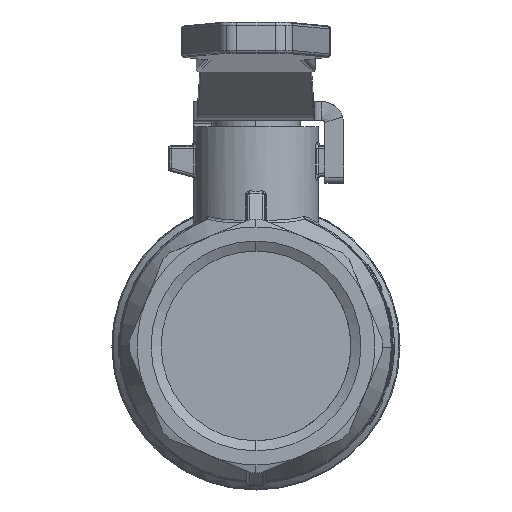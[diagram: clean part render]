
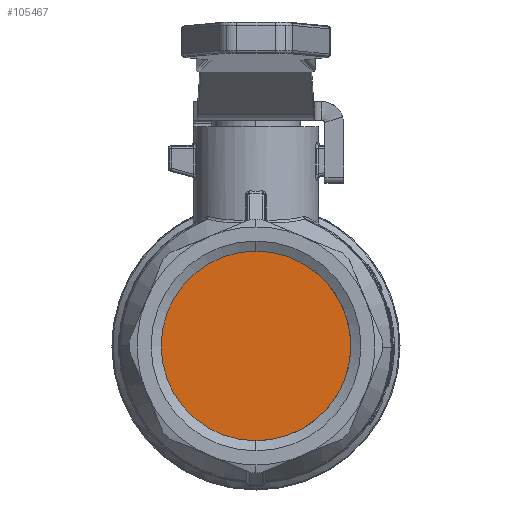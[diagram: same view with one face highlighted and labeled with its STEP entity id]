
A CAD part, left-side view. The second image highlights one B-rep face of the part: STEP entity #105467.
In plain terms, the highlighted planar face has unit normal (-1, 0, 0).
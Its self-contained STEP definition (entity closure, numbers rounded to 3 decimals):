
#10622=CARTESIAN_POINT('',(-19.5,-0.,-15.146));
#10623=VERTEX_POINT('',#10622);
#10632=CARTESIAN_POINT('',(-19.5,0.,-0.));
#10633=DIRECTION('',(1.,0.,0.));
#10634=DIRECTION('',(0.,0.,-1.));
#10635=AXIS2_PLACEMENT_3D('',#10632,#10633,#10634);
#10636=CIRCLE('',#10635,15.146);
#10637=EDGE_CURVE('',#10623,#10623,#10636,.T.);
#105459=CARTESIAN_POINT('',(-19.5,0.,13.573));
#105460=DIRECTION('',(1.,0.,0.));
#105461=DIRECTION('',(0.,1.,0.));
#105462=AXIS2_PLACEMENT_3D('',#105459,#105460,#105461);
#105463=PLANE('',#105462);
#105464=ORIENTED_EDGE('',*,*,#10637,.F.);
#105465=EDGE_LOOP('',(#105464));
#105466=FACE_BOUND('',#105465,.T.);
#105467=ADVANCED_FACE('',(#105466),#105463,.F.);
